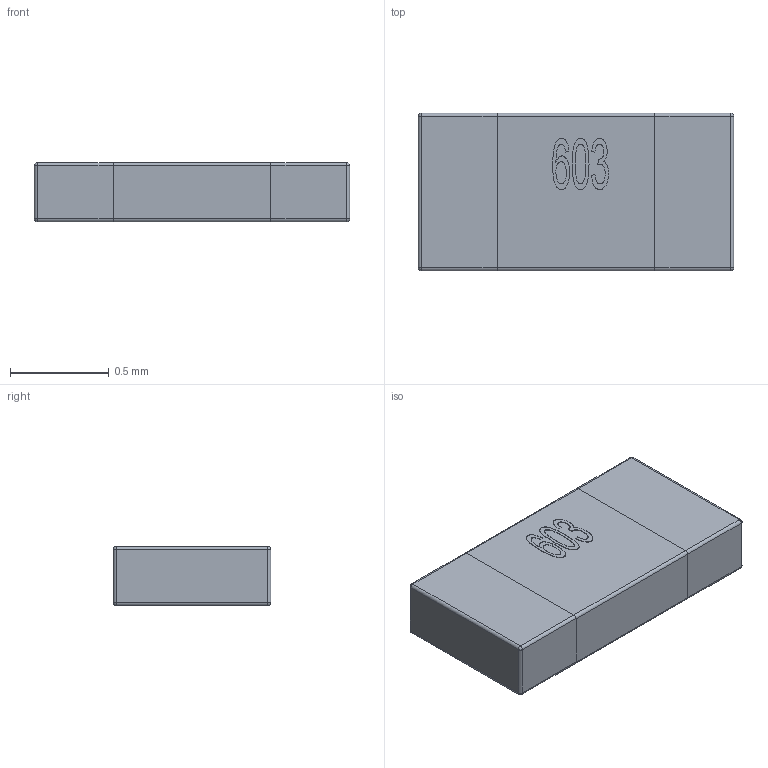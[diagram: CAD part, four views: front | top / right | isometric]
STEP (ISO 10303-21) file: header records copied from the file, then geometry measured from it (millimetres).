
FILE_DESCRIPTION(('FreeCAD Model'),'2;1');
FILE_NAME( 'Cap_SMD_0603.step', '2016-01-06T14:17:25',('Author'),(''), 'Open CASCADE STEP processor 6.8','FreeCAD','Unknown');
FILE_SCHEMA(('AUTOMOTIVE_DESIGN_CC2 { 1 2 10303 214 -1 1 5 4 }'));
Length unit declared in the file: millimetre
Products named in the file (2): ASSEMBLY; SW3dPS-0603_SMD_Capacitor
Assembly tree (1 placements, depth 2):
  ASSEMBLY
    SW3dPS-0603_SMD_Capacitor
Bounding box: 1.6 x 0.8 x 0.3 mm (x, y, z)
Volume: 0.4 mm3; surface area: 3.9 mm2
Topology: 1 solids, 1 shells, 90 faces, 217 edges, 126 vertices
Faces by surface type: bspline 39, plane 23, cylinder 20, sphere 8
Entity records: 12765 total; most frequent: CARTESIAN_POINT 8540, DIRECTION 427, ORIENTED_EDGE 418, PCURVE 418, DEFINITIONAL_REPRESENTATION 418, B_SPLINE_CURVE_WITH_KNOTS 338, LINE 257, VECTOR 257
